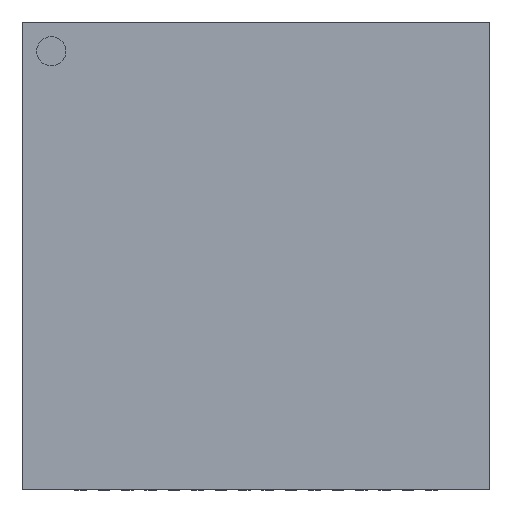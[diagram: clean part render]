
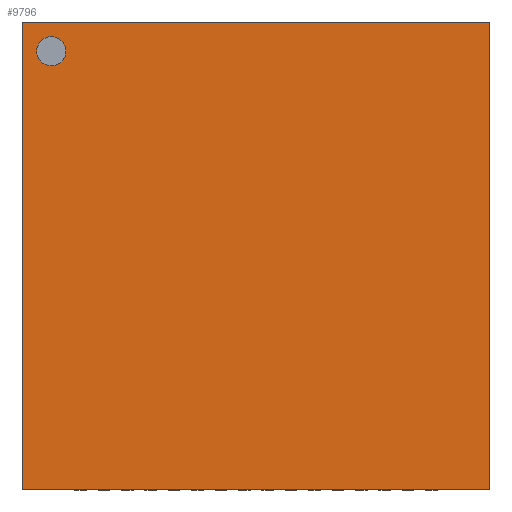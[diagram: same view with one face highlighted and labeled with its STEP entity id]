
A CAD part, top view. The second image highlights one B-rep face of the part: STEP entity #9796.
In plain terms, the highlighted planar face has unit normal (0, 0, 1).
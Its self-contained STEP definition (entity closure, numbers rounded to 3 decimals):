
#326=CARTESIAN_POINT('',(-3.25,3.5,0.9));
#327=VERTEX_POINT('',#326);
#336=CARTESIAN_POINT('',(-3.75,3.5,0.9));
#337=VERTEX_POINT('',#336);
#338=CARTESIAN_POINT('',(-3.5,3.5,0.9));
#339=DIRECTION('',(0.0,0.0,-1.0));
#340=DIRECTION('',(1.0,0.0,0.0));
#341=AXIS2_PLACEMENT_3D('',#338,#339,#340);
#342=CIRCLE('',#341,0.25);
#343=EDGE_CURVE('',#337,#327,#342,.T.);
#377=CARTESIAN_POINT('',(-3.5,3.5,0.9));
#378=DIRECTION('',(0.0,0.0,-1.0));
#379=DIRECTION('',(1.0,0.0,0.0));
#380=AXIS2_PLACEMENT_3D('',#377,#378,#379);
#381=CIRCLE('',#380,0.25);
#382=EDGE_CURVE('',#327,#337,#381,.T.);
#9436=CARTESIAN_POINT('',(4.,4.0,0.9));
#9437=VERTEX_POINT('',#9436);
#9444=CARTESIAN_POINT('',(4.,-4.0,0.9));
#9445=VERTEX_POINT('',#9444);
#9446=CARTESIAN_POINT('',(4.,4.0,0.9));
#9447=DIRECTION('',(0.0,-1.0,0.0));
#9448=VECTOR('',#9447,8.0);
#9449=LINE('',#9446,#9448);
#9450=EDGE_CURVE('',#9437,#9445,#9449,.T.);
#9532=CARTESIAN_POINT('',(-4.,-4.0,0.9));
#9533=VERTEX_POINT('',#9532);
#9534=CARTESIAN_POINT('',(4.,-4.0,0.9));
#9535=DIRECTION('',(-1.0,0.0,0.0));
#9536=VECTOR('',#9535,8.);
#9537=LINE('',#9534,#9536);
#9538=EDGE_CURVE('',#9445,#9533,#9537,.T.);
#9620=CARTESIAN_POINT('',(-4.0,4.0,0.9));
#9621=VERTEX_POINT('',#9620);
#9622=CARTESIAN_POINT('',(-4.,-4.0,0.9));
#9623=DIRECTION('',(0.0,1.0,0.0));
#9624=VECTOR('',#9623,8.0);
#9625=LINE('',#9622,#9624);
#9626=EDGE_CURVE('',#9533,#9621,#9625,.T.);
#9768=CARTESIAN_POINT('',(-4.0,4.0,0.9));
#9769=DIRECTION('',(1.0,0.0,0.0));
#9770=VECTOR('',#9769,8.0);
#9771=LINE('',#9768,#9770);
#9772=EDGE_CURVE('',#9621,#9437,#9771,.T.);
#9781=CARTESIAN_POINT('',(0.,0.,0.9));
#9782=DIRECTION('',(0.0,0.0,1.0));
#9783=DIRECTION('',(1.0,0.0,0.0));
#9784=AXIS2_PLACEMENT_3D('',#9781,#9782,#9783);
#9785=PLANE('',#9784);
#9786=ORIENTED_EDGE('',*,*,#9450,.F.);
#9787=ORIENTED_EDGE('',*,*,#9772,.F.);
#9788=ORIENTED_EDGE('',*,*,#9626,.F.);
#9789=ORIENTED_EDGE('',*,*,#9538,.F.);
#9790=EDGE_LOOP('',(#9786,#9787,#9788,#9789));
#9791=FACE_OUTER_BOUND('',#9790,.T.);
#9792=ORIENTED_EDGE('',*,*,#382,.T.);
#9793=ORIENTED_EDGE('',*,*,#343,.T.);
#9794=EDGE_LOOP('',(#9792,#9793));
#9795=FACE_BOUND('',#9794,.T.);
#9796=ADVANCED_FACE('',(#9791,#9795),#9785,.T.);
